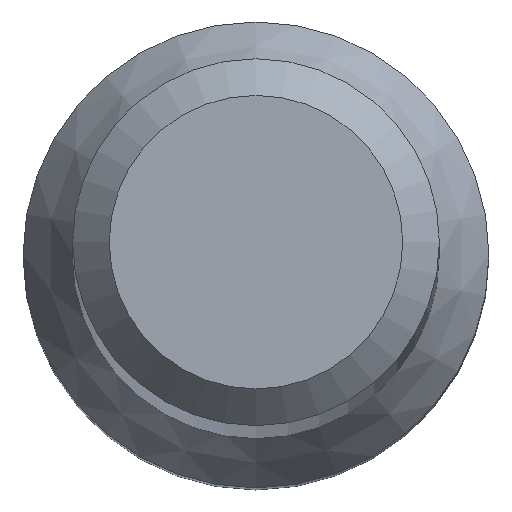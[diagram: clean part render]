
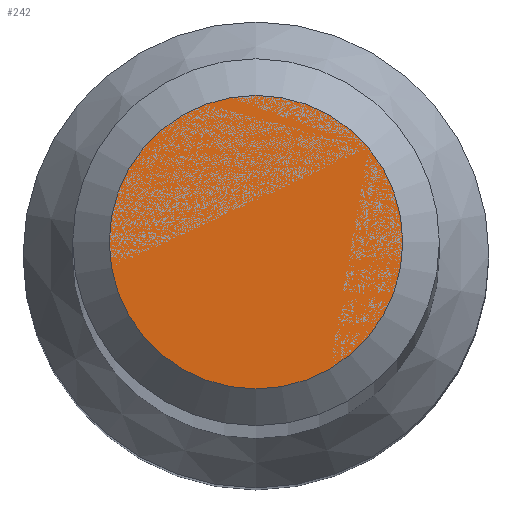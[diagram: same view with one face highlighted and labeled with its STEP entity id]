
A CAD part, top view. The second image highlights one B-rep face of the part: STEP entity #242.
In plain terms, the highlighted planar face has unit normal (0, 0, 1).
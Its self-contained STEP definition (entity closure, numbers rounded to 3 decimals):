
#20 = EDGE_LOOP ( 'NONE', ( #178 ) ) ;
#65 = AXIS2_PLACEMENT_3D ( 'NONE', #139, #114, #142 ) ;
#69 = PLANE ( 'NONE',  #65 ) ;
#90 = DIRECTION ( 'NONE',  ( 0., 0., -1. ) ) ;
#114 = DIRECTION ( 'NONE',  ( 0., 0., -1. ) ) ;
#129 = CARTESIAN_POINT ( 'NONE',  ( 0., 1.2, 70. ) ) ;
#139 = CARTESIAN_POINT ( 'NONE',  ( 0., 0., 70. ) ) ;
#142 = DIRECTION ( 'NONE',  ( 0., 1., 0. ) ) ;
#178 = ORIENTED_EDGE ( 'NONE', *, *, #235, .F. ) ;
#186 = DIRECTION ( 'NONE',  ( 0., 1., 0. ) ) ;
#192 = FACE_OUTER_BOUND ( 'NONE', #20, .T. ) ;
#200 = CIRCLE ( 'NONE', #214, 1.2 ) ;
#214 = AXIS2_PLACEMENT_3D ( 'NONE', #298, #90, #186 ) ;
#235 = EDGE_CURVE ( 'NONE', #263, #263, #200, .T. ) ;
#242 = ADVANCED_FACE ( 'NONE', ( #192 ), #69, .F. ) ;
#263 = VERTEX_POINT ( 'NONE', #129 ) ;
#298 = CARTESIAN_POINT ( 'NONE',  ( 0., 0., 70. ) ) ;
